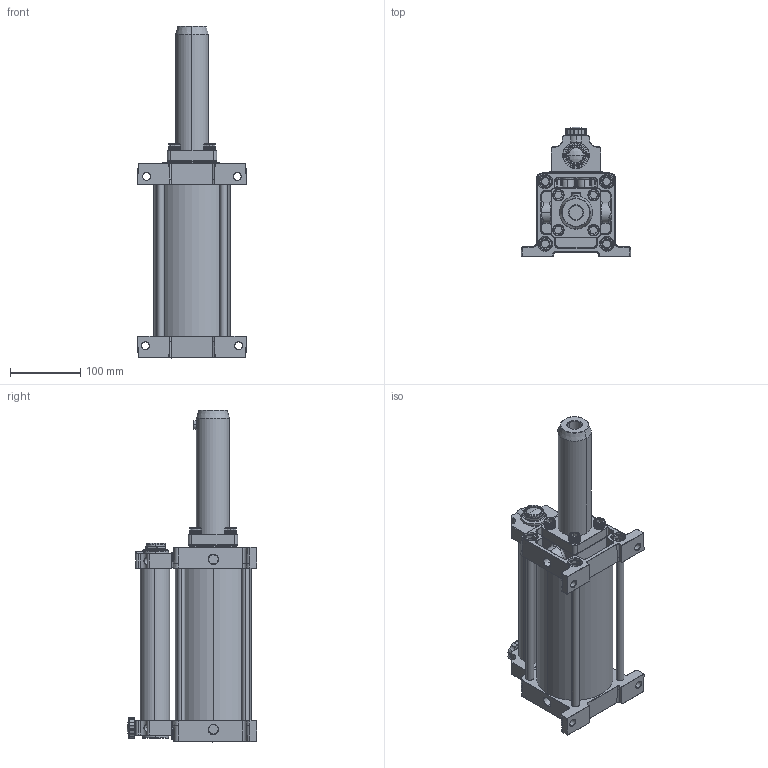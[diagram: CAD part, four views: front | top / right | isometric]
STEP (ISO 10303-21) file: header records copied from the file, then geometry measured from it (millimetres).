
FILE_DESCRIPTION (( 'STEP AP203' ), '1' );
FILE_NAME ('YNBH3-40-170.STEP', '2015-12-14T01:05:36', ( 'yrd8' ), ( '' ), 'SwSTEP 2.0', 'SolidWorks 2008', '' );
FILE_SCHEMA (( 'CONFIG_CONTROL_DESIGN' ));
Length unit declared in the file: millimetre
Products named in the file (4): YNBH3-40-170; YNBH3-40-170 ぅ粽&醴幗&顫檜煎萄; 170螃橾鱔; YNBH3-40-170 隸憶睡&粽塭鰍
Assembly tree (3 placements, depth 2):
  YNBH3-40-170
    YNBH3-40-170 隸憶睡&粽塭鰍
    170螃橾鱔
    YNBH3-40-170 ぅ粽&醴幗&顫檜煎萄
Bounding box: 154.98 x 184.6 x 471.59 mm (x, y, z)
Volume: 3449841.2 mm3; surface area: 336934.1 mm2
Topology: 3 solids, 3 shells, 2797 faces, 6394 edges, 4041 vertices
Faces by surface type: plane 1420, cylinder 863, cone 322, bspline 125, torus 52, sphere 15
Entity records: 84316 total; most frequent: CARTESIAN_POINT 19739, DIRECTION 14224, ORIENTED_EDGE 12748, EDGE_CURVE 6374, AXIS2_PLACEMENT_3D 5718, VERTEX_POINT 4040, EDGE_LOOP 3278, CIRCLE 3040
